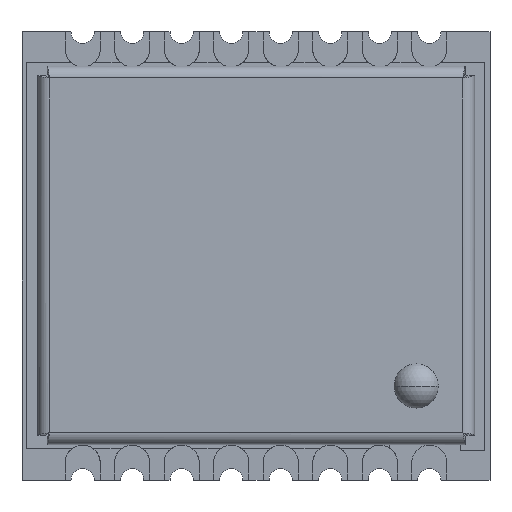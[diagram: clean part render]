
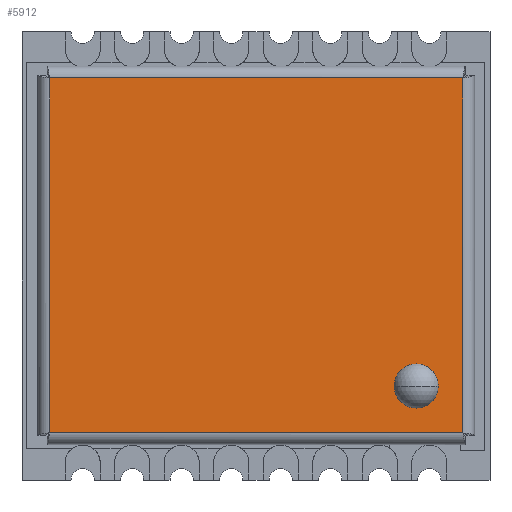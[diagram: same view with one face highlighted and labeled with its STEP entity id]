
A CAD part, top view. The second image highlights one B-rep face of the part: STEP entity #5912.
In plain terms, the highlighted planar face has unit normal (0, 0, 1).
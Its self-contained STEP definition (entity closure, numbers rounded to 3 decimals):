
#434 = CARTESIAN_POINT ( 'NONE',  ( 5.3, 4.55, 0. ) ) ;
#521 = LINE ( 'NONE', #4225, #1230 ) ;
#690 = VERTEX_POINT ( 'NONE', #4315 ) ;
#967 = EDGE_LOOP ( 'NONE', ( #1561, #5326 ) ) ;
#1004 = VERTEX_POINT ( 'NONE', #1626 ) ;
#1055 = EDGE_CURVE ( 'NONE', #690, #1460, #5027, .T. ) ;
#1230 = VECTOR ( 'NONE', #3220, 1000. ) ;
#1340 = AXIS2_PLACEMENT_3D ( 'NONE', #5111, #2290, #3409 ) ;
#1460 = VERTEX_POINT ( 'NONE', #5554 ) ;
#1561 = ORIENTED_EDGE ( 'NONE', *, *, #2476, .F. ) ;
#1626 = CARTESIAN_POINT ( 'NONE',  ( 3.534, -3.35, 0. ) ) ;
#1909 = FACE_OUTER_BOUND ( 'NONE', #2102, .T. ) ;
#2021 = EDGE_CURVE ( 'NONE', #4026, #6000, #521, .T. ) ;
#2045 = LINE ( 'NONE', #3049, #4704 ) ;
#2102 = EDGE_LOOP ( 'NONE', ( #5276, #2727, #6207, #2986 ) ) ;
#2130 = CARTESIAN_POINT ( 'NONE',  ( -5.3, 4.615, 0. ) ) ;
#2241 = CARTESIAN_POINT ( 'NONE',  ( -5.365, -4.55, 0. ) ) ;
#2272 = AXIS2_PLACEMENT_3D ( 'NONE', #4162, #5809, #3623 ) ;
#2290 = DIRECTION ( 'NONE',  ( 0., 0., 1. ) ) ;
#2476 = EDGE_CURVE ( 'NONE', #5627, #1004, #5419, .T. ) ;
#2660 = DIRECTION ( 'NONE',  ( 0., -1., 0. ) ) ;
#2727 = ORIENTED_EDGE ( 'NONE', *, *, #3216, .T. ) ;
#2986 = ORIENTED_EDGE ( 'NONE', *, *, #3969, .T. ) ;
#2991 = FACE_BOUND ( 'NONE', #967, .T. ) ;
#3026 = PLANE ( 'NONE',  #2272 ) ;
#3049 = CARTESIAN_POINT ( 'NONE',  ( 5.3, -4.615, 0. ) ) ;
#3216 = EDGE_CURVE ( 'NONE', #1460, #4026, #2045, .T. ) ;
#3220 = DIRECTION ( 'NONE',  ( -1., 0., 0. ) ) ;
#3396 = DIRECTION ( 'NONE',  ( 1., 0., 0. ) ) ;
#3409 = DIRECTION ( 'NONE',  ( 1., 0., 0. ) ) ;
#3459 = VECTOR ( 'NONE', #3396, 1000. ) ;
#3623 = DIRECTION ( 'NONE',  ( 1., 0., 0. ) ) ;
#3661 = LINE ( 'NONE', #2130, #5319 ) ;
#3936 = CARTESIAN_POINT ( 'NONE',  ( -5.3, 4.55, 0. ) ) ;
#3969 = EDGE_CURVE ( 'NONE', #6000, #690, #3661, .T. ) ;
#4026 = VERTEX_POINT ( 'NONE', #434 ) ;
#4090 = CARTESIAN_POINT ( 'NONE',  ( 4.1, -3.35, 0. ) ) ;
#4162 = CARTESIAN_POINT ( 'NONE',  ( 0., 0., 0. ) ) ;
#4225 = CARTESIAN_POINT ( 'NONE',  ( 5.365, 4.55, 0. ) ) ;
#4315 = CARTESIAN_POINT ( 'NONE',  ( -5.3, -4.55, 0. ) ) ;
#4562 = EDGE_CURVE ( 'NONE', #1004, #5627, #5813, .T. ) ;
#4704 = VECTOR ( 'NONE', #6405, 1000. ) ;
#5027 = LINE ( 'NONE', #2241, #3459 ) ;
#5111 = CARTESIAN_POINT ( 'NONE',  ( 4.1, -3.35, 0. ) ) ;
#5276 = ORIENTED_EDGE ( 'NONE', *, *, #1055, .T. ) ;
#5319 = VECTOR ( 'NONE', #2660, 1000. ) ;
#5326 = ORIENTED_EDGE ( 'NONE', *, *, #4562, .F. ) ;
#5419 = CIRCLE ( 'NONE', #7038, 0.566 ) ;
#5554 = CARTESIAN_POINT ( 'NONE',  ( 5.3, -4.55, 0. ) ) ;
#5627 = VERTEX_POINT ( 'NONE', #7005 ) ;
#5809 = DIRECTION ( 'NONE',  ( 0., 0., 1. ) ) ;
#5813 = CIRCLE ( 'NONE', #1340, 0.566 ) ;
#5912 = ADVANCED_FACE ( 'NONE', ( #2991, #1909 ), #3026, .T. ) ;
#6000 = VERTEX_POINT ( 'NONE', #3936 ) ;
#6207 = ORIENTED_EDGE ( 'NONE', *, *, #2021, .T. ) ;
#6277 = DIRECTION ( 'NONE',  ( 1., 0., 0. ) ) ;
#6405 = DIRECTION ( 'NONE',  ( 0., 1., 0. ) ) ;
#6414 = DIRECTION ( 'NONE',  ( 0., 0., 1. ) ) ;
#7005 = CARTESIAN_POINT ( 'NONE',  ( 4.666, -3.35, 0. ) ) ;
#7038 = AXIS2_PLACEMENT_3D ( 'NONE', #4090, #6414, #6277 ) ;
